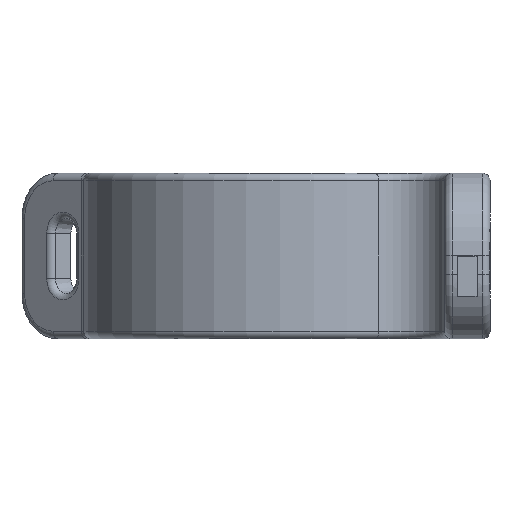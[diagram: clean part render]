
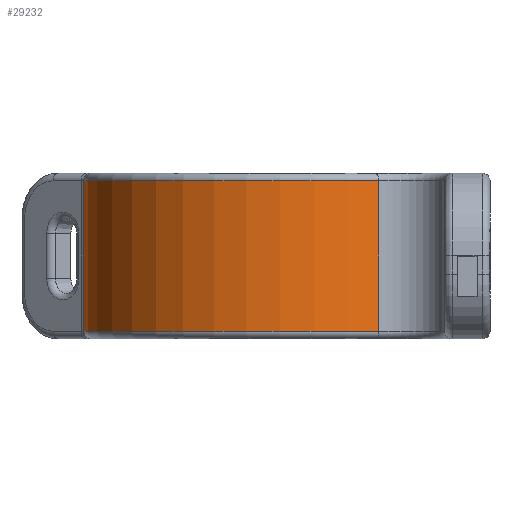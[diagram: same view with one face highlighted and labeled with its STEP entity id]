
A CAD part, left-side view. The second image highlights one B-rep face of the part: STEP entity #29232.
In plain terms, the highlighted cylindrical face has radius 15.65 mm (diameter 31.3 mm), a partial arc.
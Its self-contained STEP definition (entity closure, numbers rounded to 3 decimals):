
#536=CARTESIAN_POINT('',(0.,-0.15,-5.8));
#537=DIRECTION('',(0.,0.,-1.));
#538=DIRECTION('',(-0.891,-0.454,0.));
#539=AXIS2_PLACEMENT_3D('',#536,#537,#538);
#5190=DIRECTION('',(0.,0.,1.));
#5191=VECTOR('',#5190,11.6);
#5192=CARTESIAN_POINT('',(-13.942,-7.26,-5.8));
#5193=LINE('',#5192,#5191);
#5194=DIRECTION('',(0.,0.,1.));
#5195=VECTOR('',#5194,11.6);
#5196=CARTESIAN_POINT('',(2.14,15.353,-5.8));
#5197=LINE('',#5196,#5195);
#5299=CARTESIAN_POINT('',(0.,-0.15,5.8));
#5300=DIRECTION('',(0.,0.,1.));
#5301=DIRECTION('',(0.137,0.991,0.));
#5302=AXIS2_PLACEMENT_3D('',#5299,#5300,#5301);
#21595=CARTESIAN_POINT('',(-13.942,-7.26,-5.8));
#21596=CARTESIAN_POINT('',(-13.942,-7.26,5.8));
#21597=VERTEX_POINT('',#21595);
#21598=VERTEX_POINT('',#21596);
#21677=CARTESIAN_POINT('',(2.14,15.353,-5.8));
#21678=VERTEX_POINT('',#21677);
#21697=CARTESIAN_POINT('',(2.14,15.353,5.8));
#21698=VERTEX_POINT('',#21697);
#29219=CARTESIAN_POINT('',(0.,-0.15,-6.4));
#29220=DIRECTION('',(0.,0.,1.));
#29221=DIRECTION('',(1.,0.,0.));
#29222=AXIS2_PLACEMENT_3D('',#29219,#29220,#29221);
#29223=CYLINDRICAL_SURFACE('',#29222,15.65);
#29224=ORIENTED_EDGE('',*,*,#29210,.F.);
#29225=ORIENTED_EDGE('',*,*,#26774,.T.);
#29227=ORIENTED_EDGE('',*,*,#29226,.T.);
#29229=ORIENTED_EDGE('',*,*,#29228,.T.);
#29230=EDGE_LOOP('',(#29224,#29225,#29227,#29229));
#29231=FACE_OUTER_BOUND('',#29230,.F.);
#29232=ADVANCED_FACE('',(#29231),#29223,.T.);
#540=CIRCLE('',#539,15.65);
#5303=CIRCLE('',#5302,15.65);
#26774=EDGE_CURVE('',#21597,#21678,#540,.T.);
#29210=EDGE_CURVE('',#21597,#21598,#5193,.T.);
#29226=EDGE_CURVE('',#21678,#21698,#5197,.T.);
#29228=EDGE_CURVE('',#21698,#21598,#5303,.T.);
